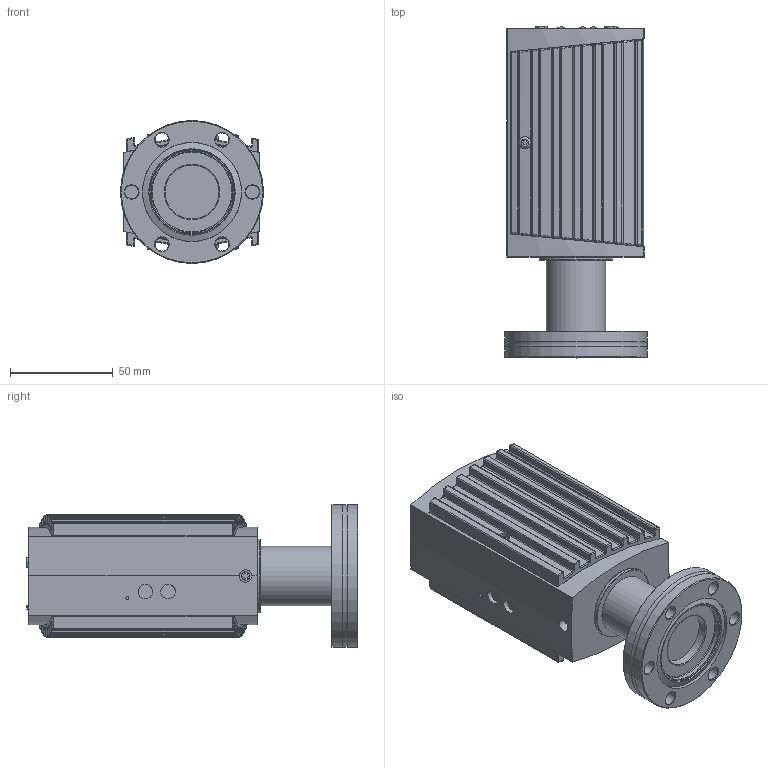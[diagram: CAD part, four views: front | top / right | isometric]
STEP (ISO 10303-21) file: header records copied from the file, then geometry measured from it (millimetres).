
FILE_DESCRIPTION(/* description */ (''),/* implementation_level */ '2;1');
FILE_NAME(/* name */ '353-593.stp',/* time_stamp */ '2020-04-08T14:12:08+02:00',/* author */ ('BEM'),/* organization */ (''),/* preprocessor_version */ 'ST-DEVELOPER v17',/* originating_system */ 'Autodesk Inventor 2018',/* authorisation */ '');
FILE_SCHEMA (('AUTOMOTIVE_DESIGN { 1 0 10303 214 3 1 1 }'));
Products named in the file (1): Bauteil8
Bounding box: 69.5 x 161.3 x 69.5 mm (x, y, z)
Volume: 169031.5 mm3; surface area: 106480.9 mm2
Topology: 18 solids, 18 shells, 2214 faces, 5992 edges, 3906 vertices
Faces by surface type: plane 1263, cylinder 580, bspline 244, sphere 71, cone 35, torus 21
Full cylindrical faces by diameter (mm): 0.8 x15, 1.4 x2, 1.5 x1, 2.156 x2, 2.2 x2, 2.3 x4, 2.4 x1, 2.5 x2, 2.6 x2, 2.8 x4, 2.845 x2, 3 x6, 3.2 x6, 3.5 x4, 4 x1, 5 x1, 5.7 x4, 6 x3, 6.6 x6, 7 x2, 24.8 x1, 25 x1, 25.6 x1, 26.2 x1, 29 x1, 31.95 x1, 32 x1, 39.5 x1, 40 x1, 41 x1
Entity records: 84305 total; most frequent: CARTESIAN_POINT 26992, ORIENTED_EDGE 11948, DIRECTION 10696, EDGE_CURVE 5974, LINE 3974, VECTOR 3974, VERTEX_POINT 3906, AXIS2_PLACEMENT_3D 3361
